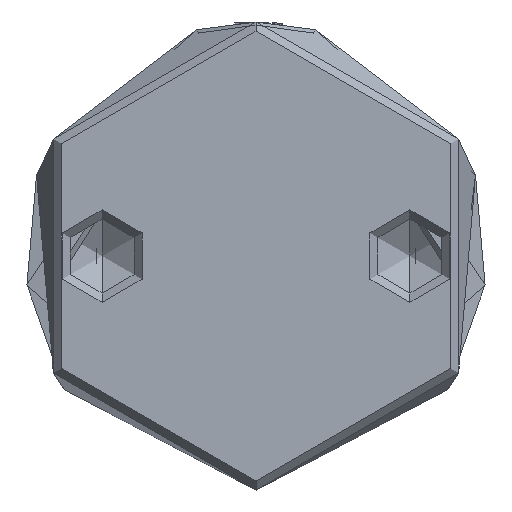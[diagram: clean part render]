
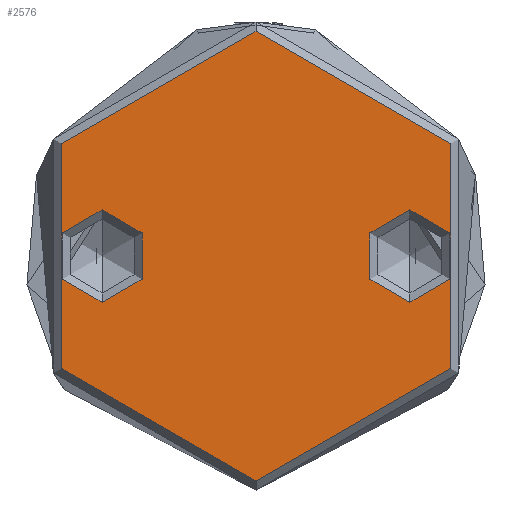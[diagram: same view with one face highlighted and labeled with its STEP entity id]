
A CAD part, front view. The second image highlights one B-rep face of the part: STEP entity #2576.
In plain terms, the highlighted face is planar.
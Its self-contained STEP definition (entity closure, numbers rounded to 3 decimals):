
#8 = CARTESIAN_POINT ( 'NONE',  ( 0., 0., 0. ) ) ;
#212 = ORIENTED_EDGE ( 'NONE', *, *, #6851, .T. ) ;
#290 = PLANE ( 'NONE',  #4871 ) ;
#324 = CARTESIAN_POINT ( 'NONE',  ( 0., 0., 0. ) ) ;
#428 = DIRECTION ( 'NONE',  ( 1., 0., 0. ) ) ;
#612 = DIRECTION ( 'NONE',  ( 1., 0., 0. ) ) ;
#925 = DIRECTION ( 'NONE',  ( 1., 0., 0. ) ) ;
#1432 = CARTESIAN_POINT ( 'NONE',  ( 3.75, 12.5, 0. ) ) ;
#1563 = DIRECTION ( 'NONE',  ( 0., 0., 1. ) ) ;
#1657 = CIRCLE ( 'NONE', #4070, 3.75 ) ;
#1717 = EDGE_CURVE ( 'NONE', #5324, #3703, #2442, .T. ) ;
#1863 = CIRCLE ( 'NONE', #7146, 18.25 ) ;
#1892 = ORIENTED_EDGE ( 'NONE', *, *, #7208, .T. ) ;
#1945 = CARTESIAN_POINT ( 'NONE',  ( 0., -12.5, 0. ) ) ;
#1974 = ORIENTED_EDGE ( 'NONE', *, *, #4559, .F. ) ;
#2012 = AXIS2_PLACEMENT_3D ( 'NONE', #1945, #6164, #2542 ) ;
#2132 = CARTESIAN_POINT ( 'NONE',  ( 0., 0., 0. ) ) ;
#2137 = EDGE_CURVE ( 'NONE', #5574, #3606, #6641, .T. ) ;
#2325 = CARTESIAN_POINT ( 'NONE',  ( 0., 12.5, 0. ) ) ;
#2442 = CIRCLE ( 'NONE', #2012, 3.75 ) ;
#2450 = CARTESIAN_POINT ( 'NONE',  ( 18.25, 0., 0. ) ) ;
#2542 = DIRECTION ( 'NONE',  ( 1., 0., 0. ) ) ;
#2576 = ADVANCED_FACE ( 'NONE', ( #3219, #7660, #7836 ), #290, .T. ) ;
#2746 = DIRECTION ( 'NONE',  ( 0., 0., 1. ) ) ;
#2868 = CARTESIAN_POINT ( 'NONE',  ( -3.75, 12.5, 0. ) ) ;
#2951 = DIRECTION ( 'NONE',  ( 1., 0., 0. ) ) ;
#3104 = VERTEX_POINT ( 'NONE', #4037 ) ;
#3219 = FACE_BOUND ( 'NONE', #6929, .T. ) ;
#3356 = CIRCLE ( 'NONE', #3628, 3.75 ) ;
#3606 = VERTEX_POINT ( 'NONE', #2868 ) ;
#3628 = AXIS2_PLACEMENT_3D ( 'NONE', #7682, #4063, #428 ) ;
#3703 = VERTEX_POINT ( 'NONE', #4772 ) ;
#4005 = VERTEX_POINT ( 'NONE', #2450 ) ;
#4037 = CARTESIAN_POINT ( 'NONE',  ( -18.25, 0., 0. ) ) ;
#4046 = AXIS2_PLACEMENT_3D ( 'NONE', #8, #4244, #612 ) ;
#4063 = DIRECTION ( 'NONE',  ( 0., 0., -1. ) ) ;
#4070 = AXIS2_PLACEMENT_3D ( 'NONE', #5169, #1563, #5778 ) ;
#4244 = DIRECTION ( 'NONE',  ( 0., 0., 1. ) ) ;
#4363 = AXIS2_PLACEMENT_3D ( 'NONE', #2325, #6563, #2951 ) ;
#4546 = ORIENTED_EDGE ( 'NONE', *, *, #4962, .T. ) ;
#4559 = EDGE_CURVE ( 'NONE', #3606, #5574, #1657, .T. ) ;
#4560 = DIRECTION ( 'NONE',  ( 0., 0., 1. ) ) ;
#4772 = CARTESIAN_POINT ( 'NONE',  ( -3.75, -12.5, 0. ) ) ;
#4871 = AXIS2_PLACEMENT_3D ( 'NONE', #2132, #2746, #6950 ) ;
#4908 = ORIENTED_EDGE ( 'NONE', *, *, #2137, .F. ) ;
#4962 = EDGE_CURVE ( 'NONE', #3703, #5324, #3356, .T. ) ;
#4980 = EDGE_LOOP ( 'NONE', ( #6010, #4546 ) ) ;
#5050 = CARTESIAN_POINT ( 'NONE',  ( 3.75, -12.5, 0. ) ) ;
#5169 = CARTESIAN_POINT ( 'NONE',  ( 0., 12.5, 0. ) ) ;
#5324 = VERTEX_POINT ( 'NONE', #5050 ) ;
#5574 = VERTEX_POINT ( 'NONE', #1432 ) ;
#5778 = DIRECTION ( 'NONE',  ( 1., 0., 0. ) ) ;
#6010 = ORIENTED_EDGE ( 'NONE', *, *, #1717, .T. ) ;
#6135 = EDGE_LOOP ( 'NONE', ( #212, #1892 ) ) ;
#6164 = DIRECTION ( 'NONE',  ( 0., 0., -1. ) ) ;
#6563 = DIRECTION ( 'NONE',  ( 0., 0., 1. ) ) ;
#6641 = CIRCLE ( 'NONE', #4363, 3.75 ) ;
#6685 = CIRCLE ( 'NONE', #4046, 18.25 ) ;
#6851 = EDGE_CURVE ( 'NONE', #3104, #4005, #6685, .T. ) ;
#6929 = EDGE_LOOP ( 'NONE', ( #4908, #1974 ) ) ;
#6950 = DIRECTION ( 'NONE',  ( 1., 0., 0. ) ) ;
#7146 = AXIS2_PLACEMENT_3D ( 'NONE', #324, #4560, #925 ) ;
#7208 = EDGE_CURVE ( 'NONE', #4005, #3104, #1863, .T. ) ;
#7660 = FACE_OUTER_BOUND ( 'NONE', #6135, .T. ) ;
#7682 = CARTESIAN_POINT ( 'NONE',  ( 0., -12.5, 0. ) ) ;
#7836 = FACE_BOUND ( 'NONE', #4980, .T. ) ;
